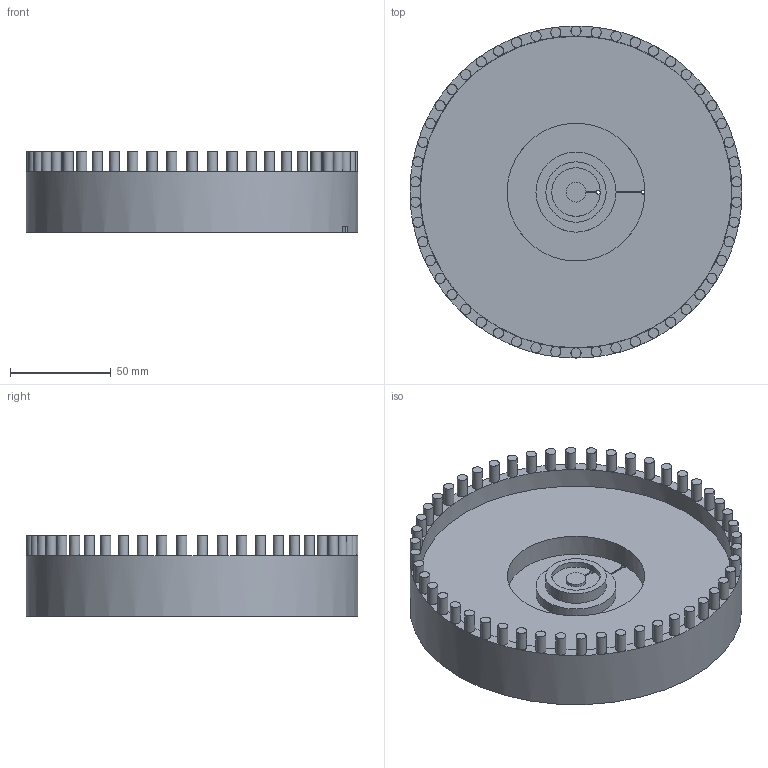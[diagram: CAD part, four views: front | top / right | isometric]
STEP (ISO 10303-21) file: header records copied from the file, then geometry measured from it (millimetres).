
FILE_DESCRIPTION(('STEP AP242'), '1');
FILE_NAME('昢膼瘔 鼏鍏', '', ('UNSPECIFIED'), ('UNSPECIFIED'), 'C3D Converter', 'C3D Toolkit', '');
FILE_SCHEMA(('AP242_MANAGED_MODEL_BASED_3D_ENGINEERING_MIM_LF { 1 0 10303 442 1 1 4 }'));
Length unit declared in the file: millimetre
Bounding box: 165 x 165.03 x 40 mm (x, y, z)
Volume: 427385.7 mm3; surface area: 76565.6 mm2
Topology: 1 solids, 1 shells, 313 faces, 701 edges, 399 vertices
Faces by surface type: plane 238, cylinder 73, torus 2
Full cylindrical faces by diameter (mm): 0.9 x4, 2 x2, 5.027 x50, 9.9 x1, 12.1 x4, 24.1 x1, 30 x1, 39.8 x1, 68.5 x1, 155 x1, 165 x1
Entity records: 11108 total; most frequent: DIRECTION 1819, CARTESIAN_POINT 1455, ORIENTED_EDGE 1268, AXIS2_PLACEMENT_3D 875, EDGE_CURVE 634, CIRCLE 561, VERTEX_POINT 399, EDGE_LOOP 393
